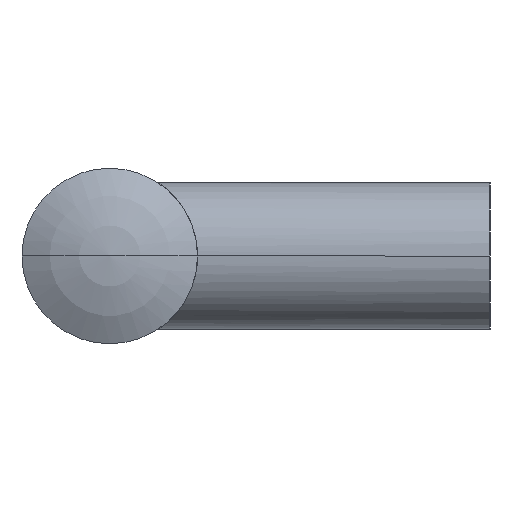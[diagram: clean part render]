
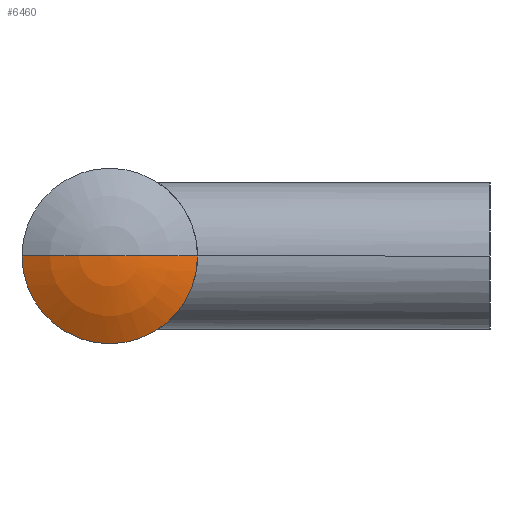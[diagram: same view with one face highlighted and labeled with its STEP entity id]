
A CAD part, left-side view. The second image highlights one B-rep face of the part: STEP entity #6460.
In plain terms, the highlighted spherical face has radius 12 mm.
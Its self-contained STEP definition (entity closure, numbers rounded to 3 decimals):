
#420=CARTESIAN_POINT('',(-358.392,20.,0.));
#430=VERTEX_POINT('',#420);
#6130=CARTESIAN_POINT('',(-358.392,32.,0.));
#6140=VERTEX_POINT('',#6130);
#6170=CARTESIAN_POINT('',(-358.392,26.,0.));
#6180=DIRECTION('',(1.,0.,0.));
#6190=DIRECTION('',(0.,1.,0.));
#6200=AXIS2_PLACEMENT_3D('',#6170,#6180,#6190);
#6210=CIRCLE('',#6200,6.);
#6220=EDGE_CURVE('',#430,#6140,#6210,.T.);
#6270=CARTESIAN_POINT('',(-348.,26.,0.));
#6280=DIRECTION('',(1.,0.,0.));
#6290=DIRECTION('',(0.,-1.,0.));
#6300=AXIS2_PLACEMENT_3D('',#6270,#6280,#6290);
#6310=SPHERICAL_SURFACE('',#6300,12.);
#6320=CARTESIAN_POINT('',(-348.,26.,0.));
#6330=DIRECTION('',(0.,0.,-1.));
#6340=DIRECTION('',(1.,-0.,0.));
#6350=AXIS2_PLACEMENT_3D('',#6320,#6330,#6340);
#6360=CIRCLE('',#6350,12.);
#6370=CARTESIAN_POINT('',(-360.,26.,0.));
#6380=VERTEX_POINT('',#6370);
#6390=EDGE_CURVE('',#6380,#6140,#6360,.T.);
#6400=ORIENTED_EDGE('',*,*,#6390,.T.);
#6410=EDGE_CURVE('',#430,#6380,#6360,.T.);
#6420=ORIENTED_EDGE('',*,*,#6410,.T.);
#6430=ORIENTED_EDGE('',*,*,#6220,.F.);
#6440=EDGE_LOOP('',(#6430,#6420,#6400));
#6450=FACE_OUTER_BOUND('',#6440,.T.);
#6460=ADVANCED_FACE('',(#6450),#6310,.T.);
